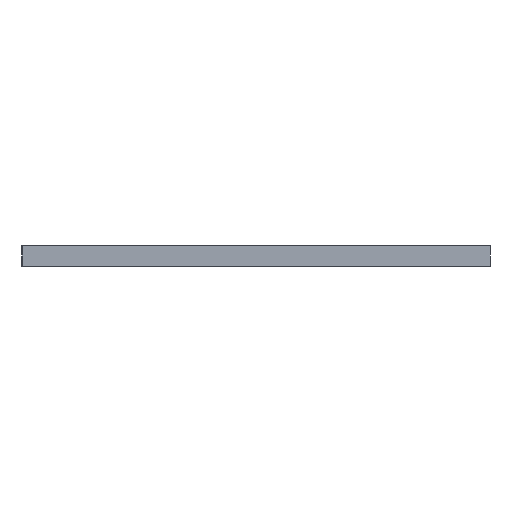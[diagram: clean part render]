
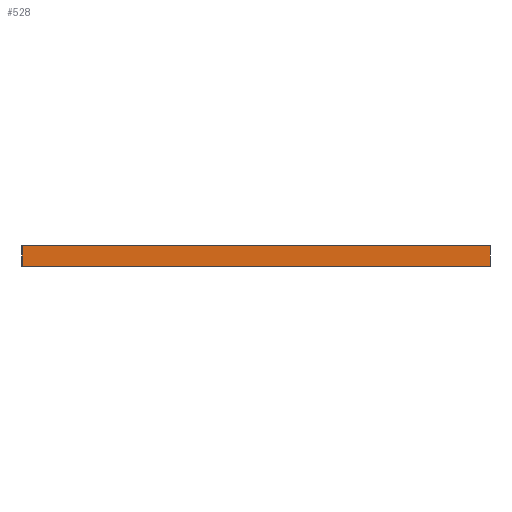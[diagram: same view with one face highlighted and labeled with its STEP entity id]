
A CAD part, front view. The second image highlights one B-rep face of the part: STEP entity #528.
In plain terms, the highlighted planar face has unit normal (0, -1, 0).
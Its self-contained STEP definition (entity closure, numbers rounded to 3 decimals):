
#17 = EDGE_CURVE ( 'NONE', #366, #244, #154, .T. ) ;
#76 = DIRECTION ( 'NONE',  ( 0., 0., -1. ) ) ;
#79 = VECTOR ( 'NONE', #521, 1000. ) ;
#80 = VECTOR ( 'NONE', #491, 1000. ) ;
#82 = CARTESIAN_POINT ( 'NONE',  ( 73.234, -107.353, 4.2 ) ) ;
#87 = VERTEX_POINT ( 'NONE', #716 ) ;
#154 = LINE ( 'NONE', #637, #79 ) ;
#183 = EDGE_CURVE ( 'NONE', #570, #244, #731, .T. ) ;
#192 = DIRECTION ( 'NONE',  ( 0., 0., 1. ) ) ;
#197 = CARTESIAN_POINT ( 'NONE',  ( -24.766, -107.353, 4.2 ) ) ;
#230 = VECTOR ( 'NONE', #76, 1000. ) ;
#244 = VERTEX_POINT ( 'NONE', #322 ) ;
#251 = CARTESIAN_POINT ( 'NONE',  ( -24.766, -107.353, 4.2 ) ) ;
#255 = CARTESIAN_POINT ( 'NONE',  ( 73.234, -107.353, 4.2 ) ) ;
#276 = EDGE_LOOP ( 'NONE', ( #660, #393, #379, #301 ) ) ;
#301 = ORIENTED_EDGE ( 'NONE', *, *, #314, .T. ) ;
#314 = EDGE_CURVE ( 'NONE', #87, #366, #625, .T. ) ;
#322 = CARTESIAN_POINT ( 'NONE',  ( 73.234, -107.353, 0. ) ) ;
#366 = VERTEX_POINT ( 'NONE', #407 ) ;
#368 = FACE_OUTER_BOUND ( 'NONE', #276, .T. ) ;
#379 = ORIENTED_EDGE ( 'NONE', *, *, #496, .F. ) ;
#380 = LINE ( 'NONE', #197, #710 ) ;
#393 = ORIENTED_EDGE ( 'NONE', *, *, #183, .F. ) ;
#407 = CARTESIAN_POINT ( 'NONE',  ( -24.766, -107.353, 0. ) ) ;
#412 = AXIS2_PLACEMENT_3D ( 'NONE', #740, #676, #192 ) ;
#491 = DIRECTION ( 'NONE',  ( 0., 0., -1. ) ) ;
#496 = EDGE_CURVE ( 'NONE', #87, #570, #380, .T. ) ;
#499 = DIRECTION ( 'NONE',  ( 1., 0., 0. ) ) ;
#521 = DIRECTION ( 'NONE',  ( 1., 0., 0. ) ) ;
#528 = ADVANCED_FACE ( 'NONE', ( #368 ), #554, .F. ) ;
#554 = PLANE ( 'NONE',  #412 ) ;
#570 = VERTEX_POINT ( 'NONE', #255 ) ;
#625 = LINE ( 'NONE', #251, #80 ) ;
#637 = CARTESIAN_POINT ( 'NONE',  ( -24.766, -107.353, 0. ) ) ;
#660 = ORIENTED_EDGE ( 'NONE', *, *, #17, .T. ) ;
#676 = DIRECTION ( 'NONE',  ( 0., 1., 0. ) ) ;
#710 = VECTOR ( 'NONE', #499, 1000. ) ;
#716 = CARTESIAN_POINT ( 'NONE',  ( -24.766, -107.353, 4.2 ) ) ;
#731 = LINE ( 'NONE', #82, #230 ) ;
#740 = CARTESIAN_POINT ( 'NONE',  ( -24.766, -107.353, 4.2 ) ) ;
